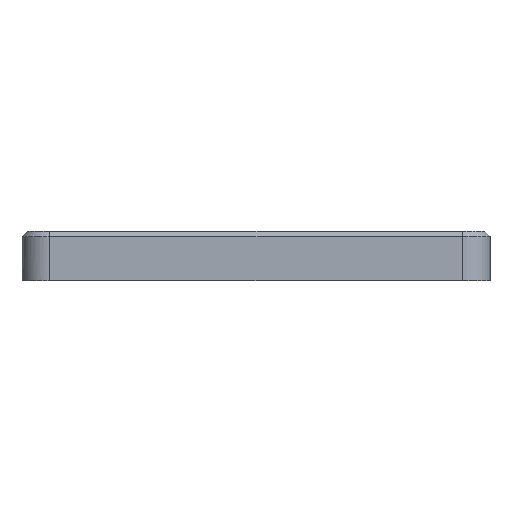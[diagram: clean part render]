
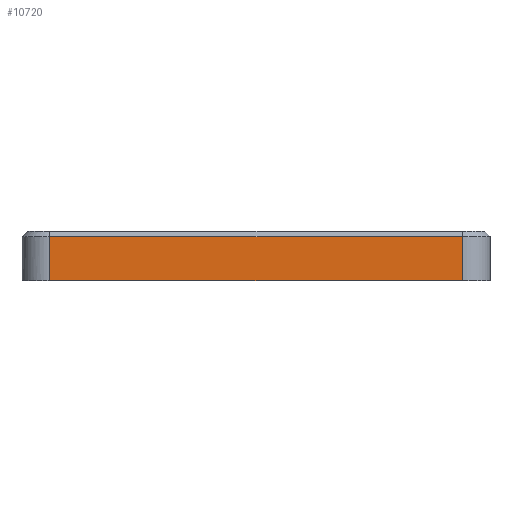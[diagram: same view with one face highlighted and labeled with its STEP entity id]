
A CAD part, left-side view. The second image highlights one B-rep face of the part: STEP entity #10720.
In plain terms, the highlighted free-form (B-spline) face has degree [1, 1] with [2, 2] control points.
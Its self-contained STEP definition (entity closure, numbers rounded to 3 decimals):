
#3092=CARTESIAN_POINT('',(-127.27,-116.201,41.7));
#3093=VERTEX_POINT('',#3092);
#3284=CARTESIAN_POINT('',(-127.27,108.799,41.7));
#3285=VERTEX_POINT('',#3284);
#3318=CARTESIAN_POINT('',(-127.27,108.799,41.7));
#3319=CARTESIAN_POINT('',(-127.27,-116.201,41.7));
#3320=B_SPLINE_CURVE_WITH_KNOTS('',1,(#3318,#3319),.POLYLINE_FORM.,.F.,.U.,(2,2),(0.,1.),.UNSPECIFIED.);
#3321=EDGE_CURVE('',#3285,#3093,#3320,.T.);
#10675=CARTESIAN_POINT('',(-127.27,-116.201,17.7));
#10676=VERTEX_POINT('',#10675);
#10691=CARTESIAN_POINT('',(-127.27,-116.201,41.7));
#10692=CARTESIAN_POINT('',(-127.27,-116.201,17.7));
#10693=B_SPLINE_CURVE_WITH_KNOTS('',1,(#10691,#10692),.POLYLINE_FORM.,.F.,.U.,(2,2),(0.,1.),.UNSPECIFIED.);
#10694=EDGE_CURVE('',#3093,#10676,#10693,.T.);
#10699=CARTESIAN_POINT('',(-127.27,123.799,12.2));
#10700=CARTESIAN_POINT('',(-127.27,123.799,44.7));
#10701=CARTESIAN_POINT('',(-127.27,-131.201,12.2));
#10702=CARTESIAN_POINT('',(-127.27,-131.201,44.7));
#10703=B_SPLINE_SURFACE_WITH_KNOTS('',1,1,((#10699,#10700),(#10701,#10702)),.PLANE_SURF.,.F.,.F.,.U.,(2,2),(2,2),(0.,1.),(0.,1.),.UNSPECIFIED.);
#10704=CARTESIAN_POINT('',(-127.27,108.799,17.7));
#10705=VERTEX_POINT('',#10704);
#10706=CARTESIAN_POINT('',(-127.27,108.799,17.7));
#10707=CARTESIAN_POINT('',(-127.27,-116.201,17.7));
#10708=B_SPLINE_CURVE_WITH_KNOTS('',1,(#10706,#10707),.POLYLINE_FORM.,.F.,.U.,(2,2),(0.,1.),.UNSPECIFIED.);
#10709=EDGE_CURVE('',#10705,#10676,#10708,.T.);
#10710=ORIENTED_EDGE('',*,*,#10709,.T.);
#10711=ORIENTED_EDGE('',*,*,#10694,.F.);
#10712=ORIENTED_EDGE('',*,*,#3321,.F.);
#10713=CARTESIAN_POINT('',(-127.27,108.799,41.7));
#10714=CARTESIAN_POINT('',(-127.27,108.799,17.7));
#10715=B_SPLINE_CURVE_WITH_KNOTS('',1,(#10713,#10714),.POLYLINE_FORM.,.F.,.U.,(2,2),(0.,1.),.UNSPECIFIED.);
#10716=EDGE_CURVE('',#3285,#10705,#10715,.T.);
#10717=ORIENTED_EDGE('',*,*,#10716,.T.);
#10718=EDGE_LOOP('',(#10710,#10711,#10712,#10717));
#10719=FACE_OUTER_BOUND('',#10718,.T.);
#10720=ADVANCED_FACE('',(#10719),#10703,.T.);
